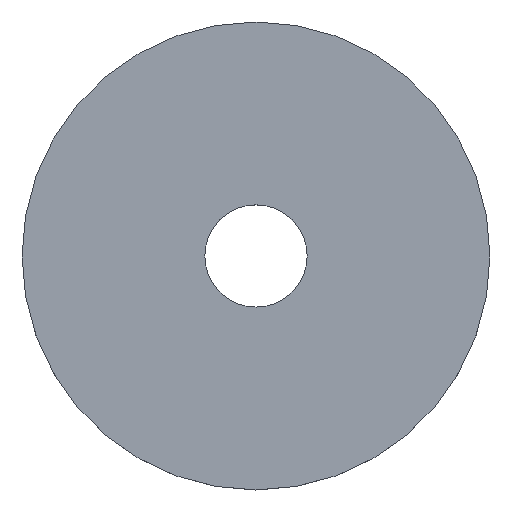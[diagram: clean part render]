
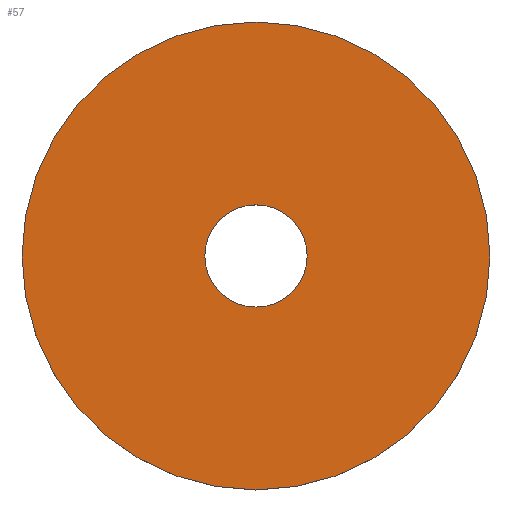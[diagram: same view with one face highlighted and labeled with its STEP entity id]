
A CAD part, top view. The second image highlights one B-rep face of the part: STEP entity #57.
In plain terms, the highlighted planar face has unit normal (0, 0, 1).
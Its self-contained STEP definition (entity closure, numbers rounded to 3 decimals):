
#51=VERTEX_POINT('',#121);
#57=ADVANCED_FACE('',(#128,#129),#130,.T.);
#63=EDGE_CURVE('',#69,#85,#136,.T.);
#69=VERTEX_POINT('',#144);
#71=EDGE_CURVE('',#97,#51,#146,.T.);
#75=EDGE_CURVE('',#51,#97,#151,.T.);
#85=VERTEX_POINT('',#161);
#93=EDGE_CURVE('',#85,#69,#171,.T.);
#97=VERTEX_POINT('',#175);
#121=CARTESIAN_POINT('',(-6.5,0.0,4.0));
#128=FACE_BOUND('',#197,.T.);
#129=FACE_OUTER_BOUND('',#198,.T.);
#130=PLANE('',#199);
#136=CIRCLE('',#210,29.75);
#144=CARTESIAN_POINT('',(29.75,0.,4.0));
#146=CIRCLE('',#221,6.5);
#151=CIRCLE('',#227,6.5);
#161=CARTESIAN_POINT('',(-29.75,0.0,4.0));
#171=CIRCLE('',#252,29.75);
#175=CARTESIAN_POINT('',(6.5,0.,4.0));
#197=EDGE_LOOP('',(#278,#279));
#198=EDGE_LOOP('',(#280,#281));
#199=AXIS2_PLACEMENT_3D('',#282,#283,#284);
#210=AXIS2_PLACEMENT_3D('',#287,#288,#289);
#221=AXIS2_PLACEMENT_3D('',#298,#299,#300);
#227=AXIS2_PLACEMENT_3D('',#309,#310,#311);
#252=AXIS2_PLACEMENT_3D('',#335,#336,#337);
#278=ORIENTED_EDGE('',*,*,#75,.T.);
#279=ORIENTED_EDGE('',*,*,#71,.T.);
#280=ORIENTED_EDGE('',*,*,#93,.F.);
#281=ORIENTED_EDGE('',*,*,#63,.F.);
#282=CARTESIAN_POINT('',(0.0,0.0,4.0));
#283=DIRECTION('',(0.0,0.0,1.0));
#284=DIRECTION('',(1.0,0.0,0.0));
#287=CARTESIAN_POINT('',(0.0,0.0,4.0));
#288=DIRECTION('',(0.0,0.0,-1.0));
#289=DIRECTION('',(-1.0,0.0,0.0));
#298=CARTESIAN_POINT('',(0.0,0.0,4.0));
#299=DIRECTION('',(0.0,0.0,-1.0));
#300=DIRECTION('',(1.0,0.0,0.0));
#309=CARTESIAN_POINT('',(0.0,0.0,4.0));
#310=DIRECTION('',(0.0,0.0,-1.0));
#311=DIRECTION('',(1.0,0.0,0.0));
#335=CARTESIAN_POINT('',(0.0,0.0,4.0));
#336=DIRECTION('',(0.0,0.0,-1.0));
#337=DIRECTION('',(-1.0,0.0,0.0));
